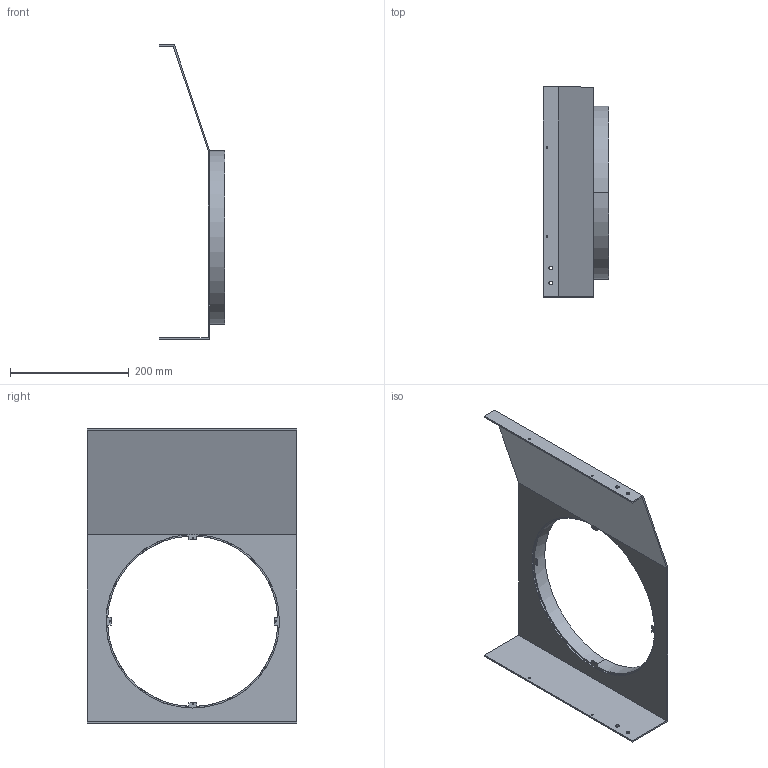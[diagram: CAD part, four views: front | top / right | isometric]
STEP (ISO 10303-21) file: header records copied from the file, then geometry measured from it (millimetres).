
FILE_DESCRIPTION(('produced by SPATIAL CORP'),'2;1');
FILE_NAME( 'sm34-769.prt.hh.sat.stp', '2002-04-19T13:34:08+00:00',('SPATIAL CORP'),('SPATIAL CORP'), 'ACIS STEP Husk','http://www.spatial.com','SPATIAL CORP');
FILE_SCHEMA(('CONFIG_CONTROL_DESIGN'));
Length unit declared in the file: millimetre
Products named in the file (1): PRODUCT_ID_1
Bounding box: 110.24 x 353.06 x 495.3 mm (x, y, z)
Volume: 435975.4 mm3; surface area: 355801.8 mm2
Topology: 1 solids, 1 shells, 63 faces, 175 edges, 114 vertices
Faces by surface type: plane 33, cylinder 30
Entity records: 2172 total; most frequent: DIRECTION 371, CARTESIAN_POINT 352, ORIENTED_EDGE 350, EDGE_CURVE 175, AXIS2_PLACEMENT_3D 133, VERTEX_POINT 114, VECTOR 105, LINE 105
